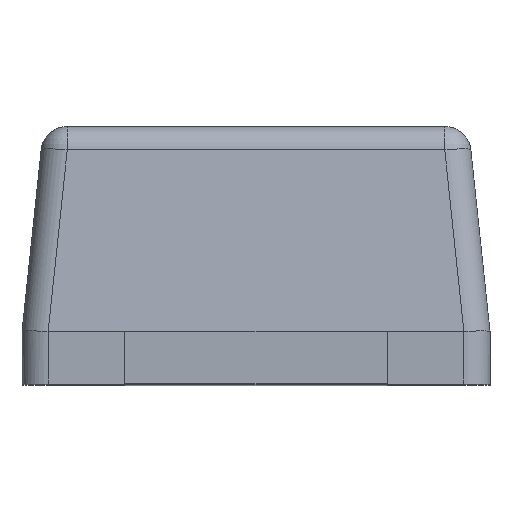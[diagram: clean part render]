
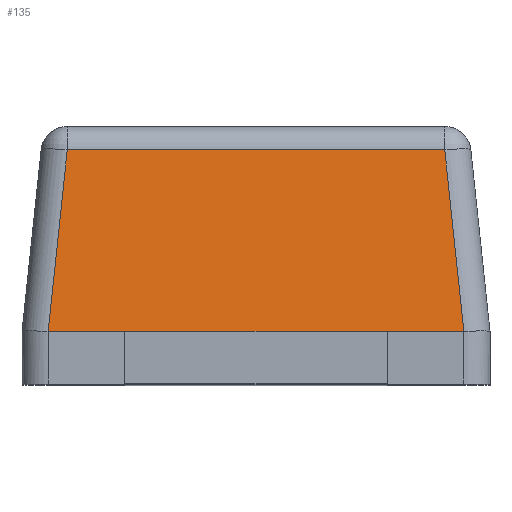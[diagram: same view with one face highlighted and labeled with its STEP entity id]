
A CAD part, top view. The second image highlights one B-rep face of the part: STEP entity #135.
In plain terms, the highlighted planar face has unit normal (0, 0.104, 0.995).
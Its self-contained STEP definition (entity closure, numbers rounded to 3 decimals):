
#17 = ORIENTED_EDGE ( 'NONE', *, *, #2124, .T. ) ;
#23 = DIRECTION ( 'NONE',  ( -1., 0., 0. ) ) ;
#44 = CARTESIAN_POINT ( 'NONE',  ( 1.68, 0.2, 2.8 ) ) ;
#128 = EDGE_CURVE ( 'NONE', #1460, #647, #1204, .T. ) ;
#135 = ADVANCED_FACE ( 'NONE', ( #1822 ), #1097, .F. ) ;
#159 = DIRECTION ( 'NONE',  ( -0.104, 0.989, -0.104 ) ) ;
#168 = CARTESIAN_POINT ( 'NONE',  ( 1.662, 0.373, 2.782 ) ) ;
#172 = VECTOR ( 'NONE', #159, 1000. ) ;
#221 = VECTOR ( 'NONE', #915, 1000. ) ;
#260 = LINE ( 'NONE', #483, #1606 ) ;
#266 = CARTESIAN_POINT ( 'NONE',  ( 0.1, 0.2, 2.8 ) ) ;
#284 = VERTEX_POINT ( 'NONE', #1892 ) ;
#301 = EDGE_CURVE ( 'NONE', #343, #775, #260, .T. ) ;
#325 = EDGE_LOOP ( 'NONE', ( #1664, #1975, #542, #2054, #1611, #1107, #517, #17 ) ) ;
#343 = VERTEX_POINT ( 'NONE', #1941 ) ;
#371 = CARTESIAN_POINT ( 'NONE',  ( 0., 0.2, 2.8 ) ) ;
#404 = EDGE_CURVE ( 'NONE', #1742, #1081, #1211, .T. ) ;
#429 = CARTESIAN_POINT ( 'NONE',  ( 0., 0.2, 2.8 ) ) ;
#447 = AXIS2_PLACEMENT_3D ( 'NONE', #371, #750, #1285 ) ;
#483 = CARTESIAN_POINT ( 'NONE',  ( 0.098, 0.19, 2.801 ) ) ;
#488 = EDGE_CURVE ( 'NONE', #1742, #1460, #2187, .T. ) ;
#517 = ORIENTED_EDGE ( 'NONE', *, *, #1080, .T. ) ;
#542 = ORIENTED_EDGE ( 'NONE', *, *, #840, .F. ) ;
#647 = VERTEX_POINT ( 'NONE', #2137 ) ;
#667 = DIRECTION ( 'NONE',  ( -1., 0., 0. ) ) ;
#698 = CARTESIAN_POINT ( 'NONE',  ( 1.68, 0.2, 2.8 ) ) ;
#750 = DIRECTION ( 'NONE',  ( 0., -0.105, -0.995 ) ) ;
#775 = VERTEX_POINT ( 'NONE', #1993 ) ;
#797 = CARTESIAN_POINT ( 'NONE',  ( 1.39, 0.2, 2.8 ) ) ;
#822 = EDGE_CURVE ( 'NONE', #775, #284, #1397, .T. ) ;
#840 = EDGE_CURVE ( 'NONE', #647, #284, #2070, .T. ) ;
#865 = VECTOR ( 'NONE', #667, 1000. ) ;
#876 = CARTESIAN_POINT ( 'NONE',  ( 1.681, 0.2, 2.8 ) ) ;
#915 = DIRECTION ( 'NONE',  ( -1., 0., 0. ) ) ;
#972 = CARTESIAN_POINT ( 'NONE',  ( 0.099, 0.2, 2.8 ) ) ;
#976 = LINE ( 'NONE', #168, #172 ) ;
#995 = LINE ( 'NONE', #1447, #2323 ) ;
#1032 = CARTESIAN_POINT ( 'NONE',  ( 1.68, 0.2, 2.8 ) ) ;
#1080 = EDGE_CURVE ( 'NONE', #1081, #1828, #976, .T. ) ;
#1081 = VERTEX_POINT ( 'NONE', #1775 ) ;
#1097 = PLANE ( 'NONE',  #447 ) ;
#1107 = ORIENTED_EDGE ( 'NONE', *, *, #404, .T. ) ;
#1204 = LINE ( 'NONE', #1817, #221 ) ;
#1211 =( BOUNDED_CURVE ( )  B_SPLINE_CURVE ( 3, ( #1594, #1032, #698, #876 ),
 .UNSPECIFIED., .F., .T. ) 
 B_SPLINE_CURVE_WITH_KNOTS ( ( 4, 4 ),
 ( 3.142, 3.147 ),
 .UNSPECIFIED. ) 
 CURVE ( )  GEOMETRIC_REPRESENTATION_ITEM ( )  RATIONAL_B_SPLINE_CURVE ( ( 1., 1., 1., 1. ) ) 
 REPRESENTATION_ITEM ( '' )  );
#1285 = DIRECTION ( 'NONE',  ( -1., 0., 0. ) ) ;
#1353 = DIRECTION ( 'NONE',  ( -1., 0., 0. ) ) ;
#1397 =( BOUNDED_CURVE ( )  B_SPLINE_CURVE ( 3, ( #972, #1500, #266, #2032 ),
 .UNSPECIFIED., .F., .F. ) 
 B_SPLINE_CURVE_WITH_KNOTS ( ( 4, 4 ),
 ( 6.278, 6.283 ),
 .UNSPECIFIED. ) 
 CURVE ( )  GEOMETRIC_REPRESENTATION_ITEM ( )  RATIONAL_B_SPLINE_CURVE ( ( 1., 1., 1., 1. ) ) 
 REPRESENTATION_ITEM ( '' )  );
#1447 = CARTESIAN_POINT ( 'NONE',  ( 0.082, 0.89, 2.727 ) ) ;
#1460 = VERTEX_POINT ( 'NONE', #797 ) ;
#1500 = CARTESIAN_POINT ( 'NONE',  ( 0.1, 0.2, 2.8 ) ) ;
#1544 = VECTOR ( 'NONE', #1353, 1000. ) ;
#1594 = CARTESIAN_POINT ( 'NONE',  ( 1.68, 0.2, 2.8 ) ) ;
#1606 = VECTOR ( 'NONE', #1903, 1000. ) ;
#1611 = ORIENTED_EDGE ( 'NONE', *, *, #488, .F. ) ;
#1664 = ORIENTED_EDGE ( 'NONE', *, *, #301, .T. ) ;
#1707 = CARTESIAN_POINT ( 'NONE',  ( 1.608, 0.89, 2.727 ) ) ;
#1742 = VERTEX_POINT ( 'NONE', #44 ) ;
#1775 = CARTESIAN_POINT ( 'NONE',  ( 1.681, 0.2, 2.8 ) ) ;
#1817 = CARTESIAN_POINT ( 'NONE',  ( 0., 0.2, 2.8 ) ) ;
#1822 = FACE_OUTER_BOUND ( 'NONE', #325, .T. ) ;
#1828 = VERTEX_POINT ( 'NONE', #1707 ) ;
#1892 = CARTESIAN_POINT ( 'NONE',  ( 0.1, 0.2, 2.8 ) ) ;
#1899 = CARTESIAN_POINT ( 'NONE',  ( 0., 0.2, 2.8 ) ) ;
#1903 = DIRECTION ( 'NONE',  ( -0.104, -0.989, 0.104 ) ) ;
#1941 = CARTESIAN_POINT ( 'NONE',  ( 0.172, 0.89, 2.727 ) ) ;
#1975 = ORIENTED_EDGE ( 'NONE', *, *, #822, .T. ) ;
#1993 = CARTESIAN_POINT ( 'NONE',  ( 0.099, 0.2, 2.8 ) ) ;
#2032 = CARTESIAN_POINT ( 'NONE',  ( 0.1, 0.2, 2.8 ) ) ;
#2054 = ORIENTED_EDGE ( 'NONE', *, *, #128, .F. ) ;
#2070 = LINE ( 'NONE', #429, #1544 ) ;
#2124 = EDGE_CURVE ( 'NONE', #1828, #343, #995, .T. ) ;
#2137 = CARTESIAN_POINT ( 'NONE',  ( 0.39, 0.2, 2.8 ) ) ;
#2187 = LINE ( 'NONE', #1899, #865 ) ;
#2323 = VECTOR ( 'NONE', #23, 1000. ) ;
